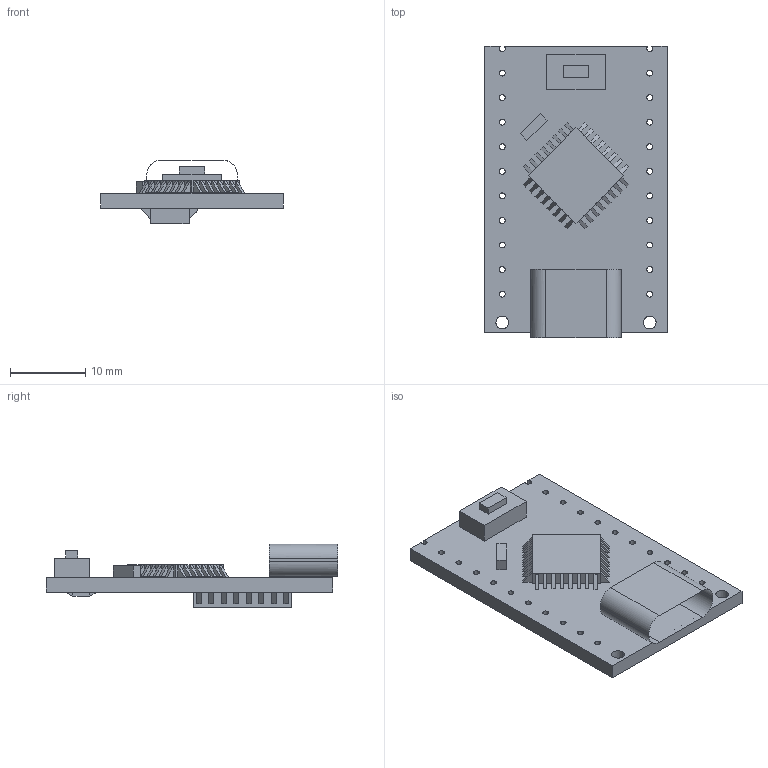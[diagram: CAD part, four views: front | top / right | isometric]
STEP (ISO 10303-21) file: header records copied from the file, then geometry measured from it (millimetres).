
FILE_DESCRIPTION(('STEP AP242'), '1');
FILE_NAME('arduino', '', ('UNSPECIFIED'), ('UNSPECIFIED'), 'C3D Converter', 'C3D Toolkit', '');
FILE_SCHEMA(('AP242_MANAGED_MODEL_BASED_3D_ENGINEERING_MIM_LF { 1 0 10303 442 1 1 4 }'));
Length unit declared in the file: millimetre
Products named in the file (1): Open CASCADE STEP translator 7.6 1
Bounding box: 24.3 x 38.79 x 8.49 mm (x, y, z)
Volume: 2202.3 mm3; surface area: 3365.4 mm2
Topology: 63 solids, 64 shells, 385 faces, 778 edges, 520 vertices
Faces by surface type: plane 333, bspline 52
Entity records: 22593 total; most frequent: CARTESIAN_POINT 14282, ORIENTED_EDGE 1532, DIRECTION 1330, EDGE_CURVE 774, LINE 662, VECTOR 662, VERTEX_POINT 516, FACE_BOUND 430
